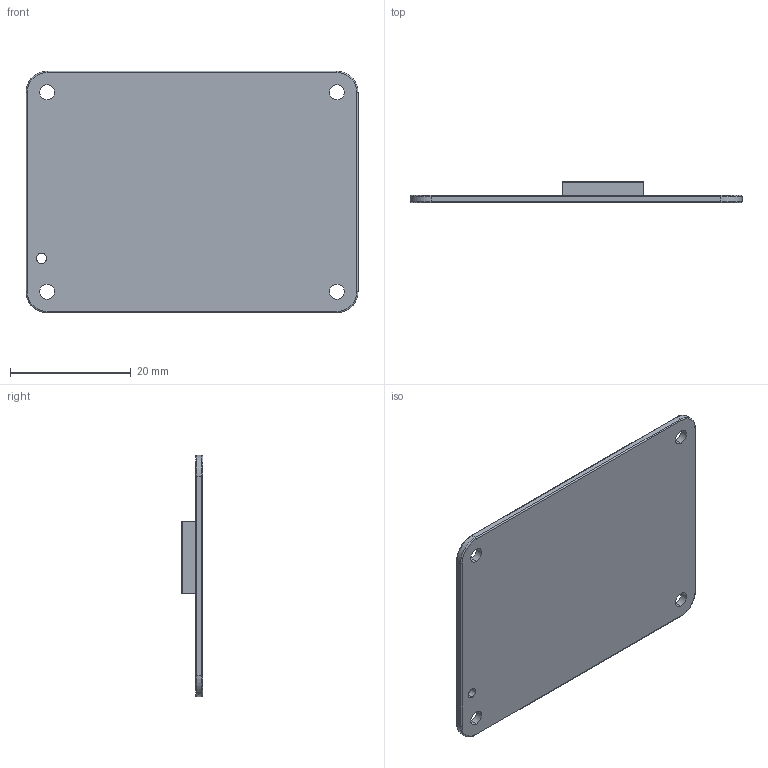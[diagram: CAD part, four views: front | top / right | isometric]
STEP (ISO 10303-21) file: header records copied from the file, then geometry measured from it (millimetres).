
FILE_DESCRIPTION (( 'STEP AP203' ), '1' );
FILE_NAME ('PI_4b_computer module.STEP', '2021-09-04T08:43:14', ( '' ), ( '' ), 'SwSTEP 2.0', 'SolidWorks 2016', '' );
FILE_SCHEMA (( 'CONFIG_CONTROL_DESIGN' ));
Length unit declared in the file: millimetre
Products named in the file (1): PI_4b_computer module
Bounding box: 55 x 3.58 x 40 mm (x, y, z)
Volume: 2971.2 mm3; surface area: 4727.9 mm2
Topology: 1 solids, 1 shells, 998 faces, 2452 edges, 1628 vertices
Faces by surface type: plane 901, bspline 63, cylinder 26, torus 8
Entity records: 31529 total; most frequent: CARTESIAN_POINT 8154, ORIENTED_EDGE 4904, DIRECTION 4248, EDGE_CURVE 2452, LINE 2268, VECTOR 2268, VERTEX_POINT 1628, EDGE_LOOP 1180
